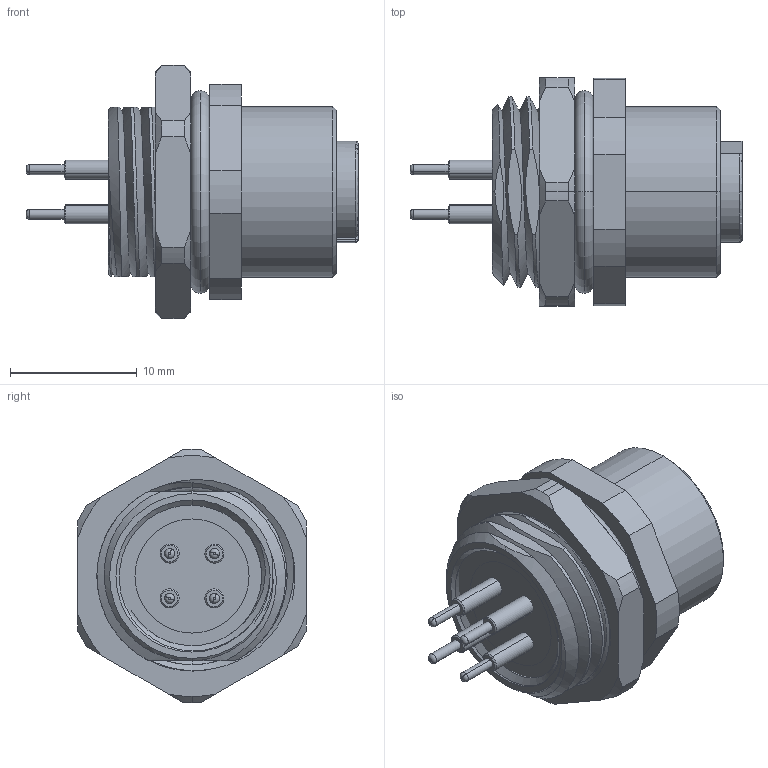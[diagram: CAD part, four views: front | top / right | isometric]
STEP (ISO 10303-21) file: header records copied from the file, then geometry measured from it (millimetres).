
FILE_DESCRIPTION (( 'STEP AP203' ), '1' );
FILE_NAME ('54-00371revA.STEP', '2023-02-09T18:56:00', ( '' ), ( '' ), 'SwSTEP 2.0', 'SolidWorks 2021', '' );
FILE_SCHEMA (( 'CONFIG_CONTROL_DESIGN' ));
Length unit declared in the file: millimetre
Products named in the file (7): 54-00371-05___; 54-00371-02___; 54-00371-01___; 54-00371revA; 54-00371-06___; 54-00371-03___; 54-00371-04___
Assembly tree (9 placements, depth 2):
  54-00371revA
    54-00371-01___
    54-00371-02___
    54-00371-03___  x4
    54-00371-04___
    54-00371-05___
    54-00371-06___
Bounding box: 26.2 x 18 x 20 mm (x, y, z)
Volume: 2859 mm3; surface area: 5428.5 mm2
Topology: 10 solids, 10 shells, 328 faces, 819 edges, 521 vertices
Faces by surface type: cylinder 135, plane 98, cone 49, torus 37, bspline 9
Entity records: 11022 total; most frequent: CARTESIAN_POINT 4796, ORIENTED_EDGE 1190, DIRECTION 1100, EDGE_CURVE 595, AXIS2_PLACEMENT_3D 443, VERTEX_POINT 386, EDGE_LOOP 259, ADVANCED_FACE 232
